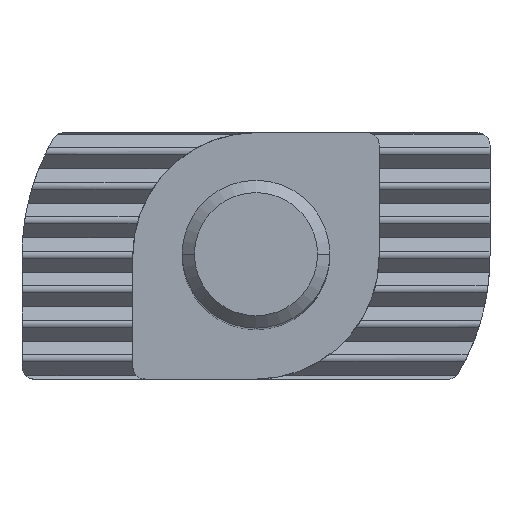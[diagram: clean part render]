
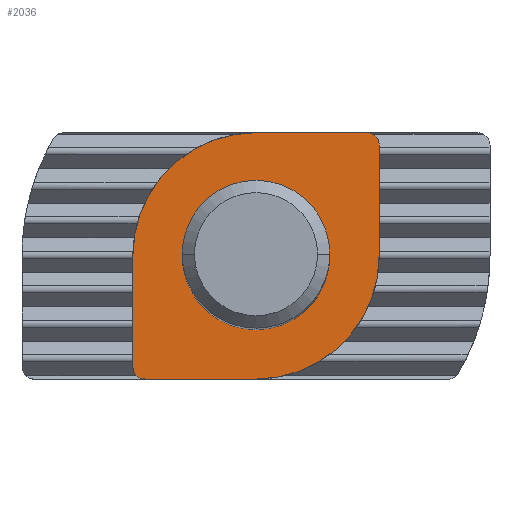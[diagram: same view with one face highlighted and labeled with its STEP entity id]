
A CAD part, top view. The second image highlights one B-rep face of the part: STEP entity #2036.
In plain terms, the highlighted planar face has unit normal (0, 0, 1).
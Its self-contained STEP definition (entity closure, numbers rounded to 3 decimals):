
#60 = CIRCLE ( 'NONE', #1405, 3. ) ;
#88 = CARTESIAN_POINT ( 'NONE',  ( 5., 4.5, 7.3 ) ) ;
#96 = CARTESIAN_POINT ( 'NONE',  ( -4.5, -5., 7.3 ) ) ;
#116 = DIRECTION ( 'NONE',  ( -1., 0., 0. ) ) ;
#144 = CARTESIAN_POINT ( 'NONE',  ( 4.5, 4.5, 7.3 ) ) ;
#156 = DIRECTION ( 'NONE',  ( -1., 0., 0. ) ) ;
#173 = ORIENTED_EDGE ( 'NONE', *, *, #2097, .T. ) ;
#188 = VERTEX_POINT ( 'NONE', #1803 ) ;
#196 = ORIENTED_EDGE ( 'NONE', *, *, #2221, .T. ) ;
#230 = VERTEX_POINT ( 'NONE', #1362 ) ;
#231 = EDGE_CURVE ( 'NONE', #535, #1486, #2054, .T. ) ;
#308 = FACE_OUTER_BOUND ( 'NONE', #1756, .T. ) ;
#338 = DIRECTION ( 'NONE',  ( -1., 0., 0. ) ) ;
#339 = VECTOR ( 'NONE', #1212, 1000. ) ;
#349 = VERTEX_POINT ( 'NONE', #96 ) ;
#427 = CARTESIAN_POINT ( 'NONE',  ( -3., 0., 7.3 ) ) ;
#500 = AXIS2_PLACEMENT_3D ( 'NONE', #1622, #1613, #1604 ) ;
#535 = VERTEX_POINT ( 'NONE', #1066 ) ;
#538 = CIRCLE ( 'NONE', #1497, 0.5 ) ;
#555 = VERTEX_POINT ( 'NONE', #1262 ) ;
#593 = LINE ( 'NONE', #1697, #926 ) ;
#608 = DIRECTION ( 'NONE',  ( 0., 0., 1. ) ) ;
#622 = ORIENTED_EDGE ( 'NONE', *, *, #2418, .T. ) ;
#662 = CARTESIAN_POINT ( 'NONE',  ( 0., 0., 7.3 ) ) ;
#680 = CARTESIAN_POINT ( 'NONE',  ( 4.5, 5., 7.3 ) ) ;
#689 = EDGE_LOOP ( 'NONE', ( #950, #791 ) ) ;
#761 = EDGE_CURVE ( 'NONE', #230, #1894, #60, .T. ) ;
#773 = CIRCLE ( 'NONE', #2266, 5. ) ;
#791 = ORIENTED_EDGE ( 'NONE', *, *, #761, .F. ) ;
#863 = DIRECTION ( 'NONE',  ( -1., 0., 0. ) ) ;
#867 = FACE_BOUND ( 'NONE', #689, .T. ) ;
#926 = VECTOR ( 'NONE', #156, 1000. ) ;
#950 = ORIENTED_EDGE ( 'NONE', *, *, #2015, .F. ) ;
#956 = DIRECTION ( 'NONE',  ( 0., 0., 1. ) ) ;
#988 = AXIS2_PLACEMENT_3D ( 'NONE', #1453, #1258, #116 ) ;
#1020 = DIRECTION ( 'NONE',  ( 1., 0., 0. ) ) ;
#1025 = AXIS2_PLACEMENT_3D ( 'NONE', #2113, #956, #2300 ) ;
#1066 = CARTESIAN_POINT ( 'NONE',  ( -5., 0., 7.3 ) ) ;
#1171 = EDGE_CURVE ( 'NONE', #1486, #349, #1245, .T. ) ;
#1179 = CIRCLE ( 'NONE', #1025, 5. ) ;
#1212 = DIRECTION ( 'NONE',  ( 0., 1., 0. ) ) ;
#1225 = CARTESIAN_POINT ( 'NONE',  ( 5., 5., 7.3 ) ) ;
#1245 = CIRCLE ( 'NONE', #500, 0.5 ) ;
#1258 = DIRECTION ( 'NONE',  ( 0., 0., -1. ) ) ;
#1262 = CARTESIAN_POINT ( 'NONE',  ( 0., -5., 7.3 ) ) ;
#1295 = VERTEX_POINT ( 'NONE', #88 ) ;
#1340 = DIRECTION ( 'NONE',  ( -1., 0., 0. ) ) ;
#1347 = DIRECTION ( 'NONE',  ( 0., 0., 1. ) ) ;
#1352 = CARTESIAN_POINT ( 'NONE',  ( 0., 0., 7.3 ) ) ;
#1354 = LINE ( 'NONE', #1225, #339 ) ;
#1362 = CARTESIAN_POINT ( 'NONE',  ( 3., 0., 7.3 ) ) ;
#1369 = CARTESIAN_POINT ( 'NONE',  ( 0., 5., 7.3 ) ) ;
#1393 = ORIENTED_EDGE ( 'NONE', *, *, #1844, .T. ) ;
#1396 = ORIENTED_EDGE ( 'NONE', *, *, #2244, .T. ) ;
#1405 = AXIS2_PLACEMENT_3D ( 'NONE', #1352, #1347, #1340 ) ;
#1415 = CARTESIAN_POINT ( 'NONE',  ( 0., -5., 7.3 ) ) ;
#1453 = CARTESIAN_POINT ( 'NONE',  ( 0., 0., 7.3 ) ) ;
#1486 = VERTEX_POINT ( 'NONE', #2424 ) ;
#1489 = DIRECTION ( 'NONE',  ( 0., 0., 1. ) ) ;
#1497 = AXIS2_PLACEMENT_3D ( 'NONE', #144, #1489, #338 ) ;
#1543 = VECTOR ( 'NONE', #1577, 1000. ) ;
#1577 = DIRECTION ( 'NONE',  ( 0., -1., 0. ) ) ;
#1604 = DIRECTION ( 'NONE',  ( -1., 0., 0. ) ) ;
#1606 = AXIS2_PLACEMENT_3D ( 'NONE', #662, #2025, #863 ) ;
#1613 = DIRECTION ( 'NONE',  ( 0., 0., 1. ) ) ;
#1622 = CARTESIAN_POINT ( 'NONE',  ( -4.5, -4.5, 7.3 ) ) ;
#1627 = CARTESIAN_POINT ( 'NONE',  ( -5., 0., 7.3 ) ) ;
#1697 = CARTESIAN_POINT ( 'NONE',  ( 0., 5., 7.3 ) ) ;
#1756 = EDGE_LOOP ( 'NONE', ( #1396, #1879, #622, #173, #2296, #2326, #196, #1393 ) ) ;
#1771 = CARTESIAN_POINT ( 'NONE',  ( 0., 0., 7.3 ) ) ;
#1803 = CARTESIAN_POINT ( 'NONE',  ( 5., 0., 7.3 ) ) ;
#1844 = EDGE_CURVE ( 'NONE', #555, #188, #773, .T. ) ;
#1874 = VECTOR ( 'NONE', #1020, 1000. ) ;
#1879 = ORIENTED_EDGE ( 'NONE', *, *, #2366, .T. ) ;
#1894 = VERTEX_POINT ( 'NONE', #427 ) ;
#1958 = DIRECTION ( 'NONE',  ( -1., 0., 0. ) ) ;
#2015 = EDGE_CURVE ( 'NONE', #1894, #230, #2385, .T. ) ;
#2025 = DIRECTION ( 'NONE',  ( 0., 0., 1. ) ) ;
#2036 = ADVANCED_FACE ( 'NONE', ( #308, #867 ), #2397, .F. ) ;
#2049 = VERTEX_POINT ( 'NONE', #680 ) ;
#2054 = LINE ( 'NONE', #1627, #1543 ) ;
#2097 = EDGE_CURVE ( 'NONE', #2126, #535, #1179, .T. ) ;
#2113 = CARTESIAN_POINT ( 'NONE',  ( 0., 0., 7.3 ) ) ;
#2126 = VERTEX_POINT ( 'NONE', #1369 ) ;
#2221 = EDGE_CURVE ( 'NONE', #349, #555, #2352, .T. ) ;
#2244 = EDGE_CURVE ( 'NONE', #188, #1295, #1354, .T. ) ;
#2266 = AXIS2_PLACEMENT_3D ( 'NONE', #1771, #608, #1958 ) ;
#2296 = ORIENTED_EDGE ( 'NONE', *, *, #231, .T. ) ;
#2300 = DIRECTION ( 'NONE',  ( 1., 0., 0. ) ) ;
#2326 = ORIENTED_EDGE ( 'NONE', *, *, #1171, .T. ) ;
#2352 = LINE ( 'NONE', #1415, #1874 ) ;
#2366 = EDGE_CURVE ( 'NONE', #1295, #2049, #538, .T. ) ;
#2385 = CIRCLE ( 'NONE', #1606, 3. ) ;
#2397 = PLANE ( 'NONE',  #988 ) ;
#2418 = EDGE_CURVE ( 'NONE', #2049, #2126, #593, .T. ) ;
#2424 = CARTESIAN_POINT ( 'NONE',  ( -5., -4.5, 7.3 ) ) ;
